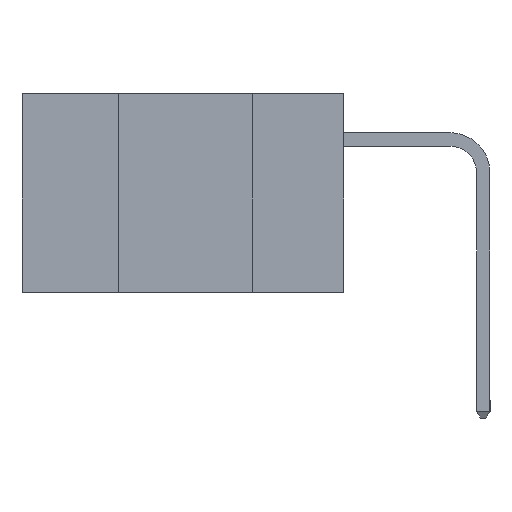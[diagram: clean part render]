
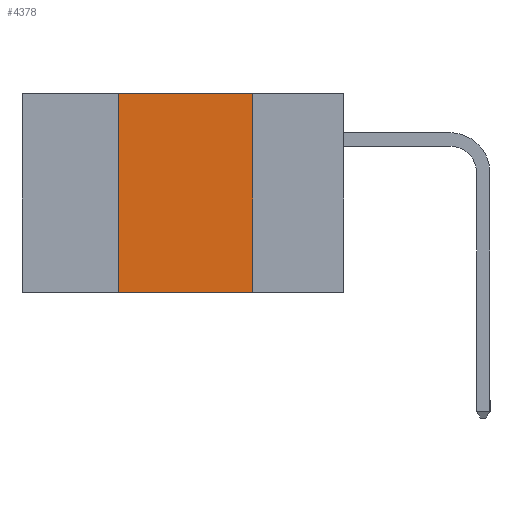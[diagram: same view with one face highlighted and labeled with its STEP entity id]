
A CAD part, left-side view. The second image highlights one B-rep face of the part: STEP entity #4378.
In plain terms, the highlighted planar face has unit normal (-1, 0, 0).
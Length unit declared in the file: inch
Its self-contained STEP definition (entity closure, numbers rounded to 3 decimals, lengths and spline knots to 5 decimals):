
#128 = CARTESIAN_POINT ( 'NONE',  ( 0., 0.17, -0.37 ) ) ;
#238 = FACE_OUTER_BOUND ( 'NONE', #10230, .T. ) ;
#252 = DIRECTION ( 'NONE',  ( 0., 0., -1. ) ) ;
#259 = DIRECTION ( 'NONE',  ( 1., 0., 0. ) ) ;
#271 = CARTESIAN_POINT ( 'NONE',  ( 0., 0.6, 0. ) ) ;
#297 = PLANE ( 'NONE',  #5567 ) ;
#895 = ORIENTED_EDGE ( 'NONE', *, *, #3586, .F. ) ;
#1135 = ORIENTED_EDGE ( 'NONE', *, *, #10011, .F. ) ;
#1282 = LINE ( 'NONE', #3873, #3431 ) ;
#1569 = VECTOR ( 'NONE', #6215, 39.37008 ) ;
#2331 = LINE ( 'NONE', #6540, #6315 ) ;
#3061 = VERTEX_POINT ( 'NONE', #6745 ) ;
#3100 = EDGE_CURVE ( 'NONE', #3061, #6010, #2331, .T. ) ;
#3152 = EDGE_CURVE ( 'NONE', #5440, #4424, #3685, .T. ) ;
#3431 = VECTOR ( 'NONE', #3909, 39.37008 ) ;
#3452 = CARTESIAN_POINT ( 'NONE',  ( 0., 0.42, -0.37 ) ) ;
#3551 = LINE ( 'NONE', #7010, #7527 ) ;
#3586 = EDGE_CURVE ( 'NONE', #5440, #3061, #1282, .T. ) ;
#3685 = LINE ( 'NONE', #6266, #1569 ) ;
#3873 = CARTESIAN_POINT ( 'NONE',  ( 0., 0.42, -0.37 ) ) ;
#3909 = DIRECTION ( 'NONE',  ( 0., 0., 1. ) ) ;
#4378 = ADVANCED_FACE ( 'NONE', ( #238 ), #297, .F. ) ;
#4424 = VERTEX_POINT ( 'NONE', #128 ) ;
#4884 = ORIENTED_EDGE ( 'NONE', *, *, #3152, .T. ) ;
#5440 = VERTEX_POINT ( 'NONE', #3452 ) ;
#5480 = ORIENTED_EDGE ( 'NONE', *, *, #3100, .F. ) ;
#5567 = AXIS2_PLACEMENT_3D ( 'NONE', #271, #259, #252 ) ;
#6010 = VERTEX_POINT ( 'NONE', #7326 ) ;
#6215 = DIRECTION ( 'NONE',  ( 0., -1., 0. ) ) ;
#6266 = CARTESIAN_POINT ( 'NONE',  ( 0., 0.6, -0.37 ) ) ;
#6315 = VECTOR ( 'NONE', #6548, 39.37008 ) ;
#6540 = CARTESIAN_POINT ( 'NONE',  ( 0., 0.6, 0. ) ) ;
#6548 = DIRECTION ( 'NONE',  ( 0., -1., 0. ) ) ;
#6745 = CARTESIAN_POINT ( 'NONE',  ( 0., 0.42, 0. ) ) ;
#7010 = CARTESIAN_POINT ( 'NONE',  ( 0., 0.17, -0.37 ) ) ;
#7326 = CARTESIAN_POINT ( 'NONE',  ( 0., 0.17, 0. ) ) ;
#7527 = VECTOR ( 'NONE', #7784, 39.37008 ) ;
#7784 = DIRECTION ( 'NONE',  ( 0., 0., -1. ) ) ;
#10011 = EDGE_CURVE ( 'NONE', #6010, #4424, #3551, .T. ) ;
#10230 = EDGE_LOOP ( 'NONE', ( #1135, #5480, #895, #4884 ) ) ;
